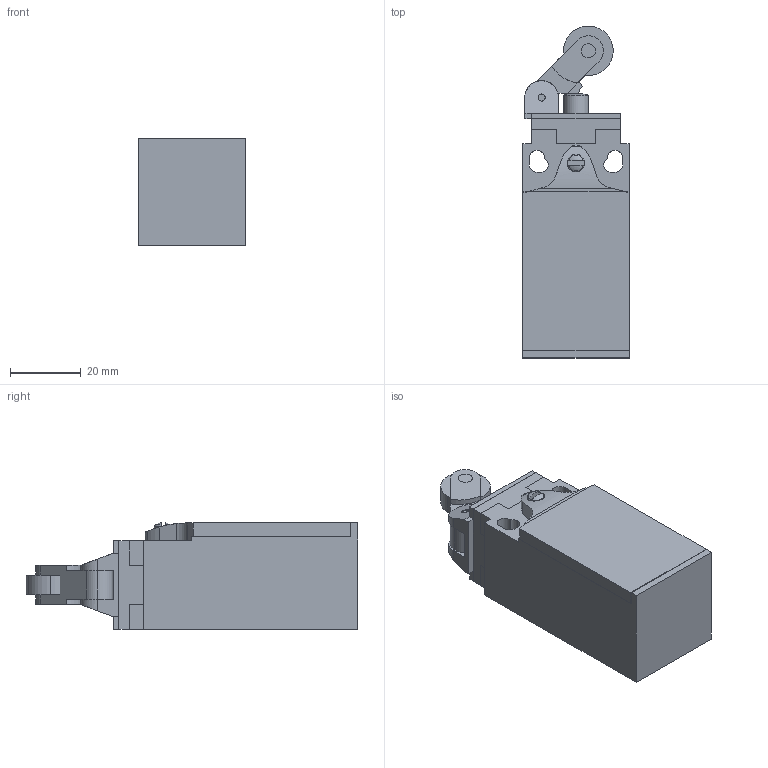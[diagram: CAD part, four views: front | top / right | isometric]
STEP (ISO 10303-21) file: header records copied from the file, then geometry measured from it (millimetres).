
FILE_DESCRIPTION(('STEP AP242'),'1');
FILE_NAME('switch_xckn2121g11.stp','2019-09-23T10:46:13',('TraceParts'),('TraceParts S.A.'),'Spatial InterOp 3D',' ',' ');
FILE_SCHEMA(('AP242_MANAGED_MODEL_BASED_3D_ENGINEERING_MIM_LF {1 0 10303 442 1 1 4}'));
Length unit declared in the file: millimetre
Products named in the file (1): switch_xckn2121g11_1
Bounding box: 30 x 93.7 x 30.05 mm (x, y, z)
Volume: 59875.6 mm3; surface area: 15493.7 mm2
Topology: 4 solids, 4 shells, 158 faces, 427 edges, 284 vertices
Faces by surface type: plane 98, cylinder 53, torus 4, cone 2, sphere 1
Entity records: 5230 total; most frequent: CARTESIAN_POINT 1144, ORIENTED_EDGE 854, DIRECTION 833, EDGE_CURVE 427, LINE 295, VECTOR 295, VERTEX_POINT 284, AXIS2_PLACEMENT_3D 269
